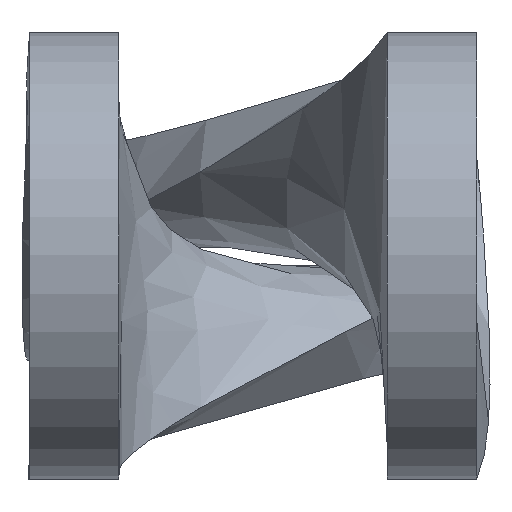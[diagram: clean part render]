
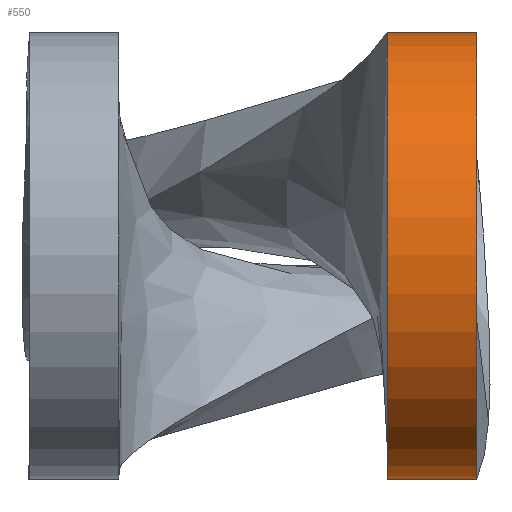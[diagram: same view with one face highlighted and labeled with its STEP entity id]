
A CAD part, top view. The second image highlights one B-rep face of the part: STEP entity #550.
In plain terms, the highlighted cylindrical face has radius 1 mm (diameter 2 mm), a partial arc.
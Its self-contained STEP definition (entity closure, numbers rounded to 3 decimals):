
#53=CIRCLE('',#608,1.);
#54=CIRCLE('',#609,1.);
#68=CYLINDRICAL_SURFACE('',#607,1.);
#82=FACE_OUTER_BOUND('',#114,.T.);
#114=EDGE_LOOP('',(#415,#416,#417,#418));
#169=LINE('',#1027,#221);
#173=LINE('',#1034,#225);
#221=VECTOR('',#671,10.);
#225=VECTOR('',#677,10.);
#273=VERTEX_POINT('',#1024);
#274=VERTEX_POINT('',#1026);
#275=VERTEX_POINT('',#1030);
#276=VERTEX_POINT('',#1032);
#327=EDGE_CURVE('',#273,#274,#169,.T.);
#331=EDGE_CURVE('',#275,#276,#173,.T.);
#332=EDGE_CURVE('',#275,#273,#53,.T.);
#333=EDGE_CURVE('',#274,#276,#54,.T.);
#415=ORIENTED_EDGE('',*,*,#332,.F.);
#416=ORIENTED_EDGE('',*,*,#331,.T.);
#417=ORIENTED_EDGE('',*,*,#333,.F.);
#418=ORIENTED_EDGE('',*,*,#327,.F.);
#550=ADVANCED_FACE('',(#82),#68,.T.);
#607=AXIS2_PLACEMENT_3D('',#1035,#678,#679);
#608=AXIS2_PLACEMENT_3D('',#1036,#680,#681);
#609=AXIS2_PLACEMENT_3D('',#1037,#682,#683);
#671=DIRECTION('',(1.,0.,0.));
#677=DIRECTION('',(1.,0.,0.));
#678=DIRECTION('center_axis',(1.,0.,0.));
#679=DIRECTION('ref_axis',(0.,-1.,0.));
#680=DIRECTION('center_axis',(-1.,0.,0.));
#681=DIRECTION('ref_axis',(0.,-1.,0.));
#682=DIRECTION('center_axis',(1.,0.,0.));
#683=DIRECTION('ref_axis',(0.,-1.,0.));
#1024=CARTESIAN_POINT('',(1.6,1.,5.5));
#1026=CARTESIAN_POINT('',(2.,1.,5.5));
#1027=CARTESIAN_POINT('',(1.6,1.,5.5));
#1030=CARTESIAN_POINT('',(1.6,-1.,5.5));
#1032=CARTESIAN_POINT('',(2.,-1.,5.5));
#1034=CARTESIAN_POINT('',(1.6,-1.,5.5));
#1035=CARTESIAN_POINT('Origin',(1.6,0.,5.5));
#1036=CARTESIAN_POINT('Origin',(1.6,0.,5.5));
#1037=CARTESIAN_POINT('Origin',(2.,0.,5.5));
